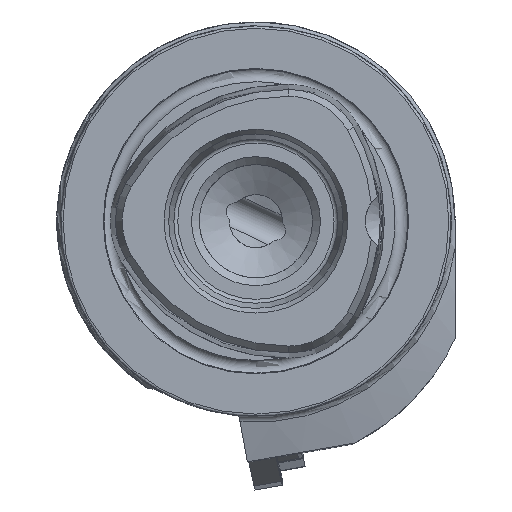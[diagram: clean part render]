
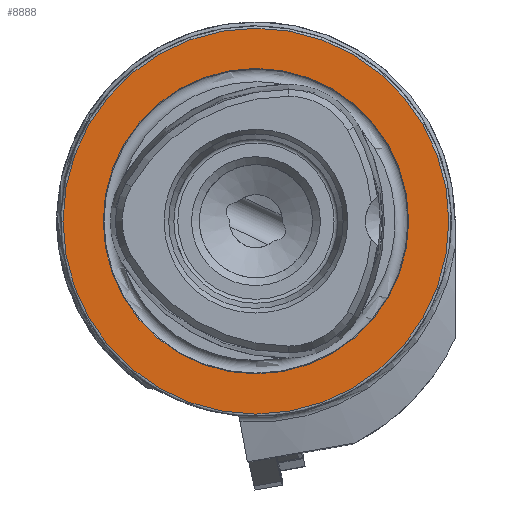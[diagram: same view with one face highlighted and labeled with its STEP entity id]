
A CAD part, left-side view. The second image highlights one B-rep face of the part: STEP entity #8888.
In plain terms, the highlighted planar face has unit normal (-1, 0, 0).
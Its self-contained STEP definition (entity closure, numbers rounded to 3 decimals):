
#243 = VERTEX_POINT ( 'NONE', #9118 ) ;
#860 = PLANE ( 'NONE',  #3063 ) ;
#1088 = CIRCLE ( 'NONE', #3117, 19.55 ) ;
#1635 = FACE_BOUND ( 'NONE', #9227, .T. ) ;
#1893 = CARTESIAN_POINT ( 'NONE',  ( 0., 0., 0. ) ) ;
#1921 = CIRCLE ( 'NONE', #7335, 24.7 ) ;
#2069 = CARTESIAN_POINT ( 'NONE',  ( 0., 0., 0. ) ) ;
#2536 = EDGE_LOOP ( 'NONE', ( #7219 ) ) ;
#3063 = AXIS2_PLACEMENT_3D ( 'NONE', #7751, #6880, #7899 ) ;
#3117 = AXIS2_PLACEMENT_3D ( 'NONE', #1893, #4231, #3502 ) ;
#3502 = DIRECTION ( 'NONE',  ( 0., 0., 1. ) ) ;
#4231 = DIRECTION ( 'NONE',  ( -1., 0., 0. ) ) ;
#4568 = CARTESIAN_POINT ( 'NONE',  ( 0., 0., 19.55 ) ) ;
#4972 = ORIENTED_EDGE ( 'NONE', *, *, #5865, .F. ) ;
#5865 = EDGE_CURVE ( 'NONE', #8449, #8449, #1088, .T. ) ;
#6379 = EDGE_CURVE ( 'NONE', #243, #243, #1921, .T. ) ;
#6880 = DIRECTION ( 'NONE',  ( 1., 0., 0. ) ) ;
#7219 = ORIENTED_EDGE ( 'NONE', *, *, #6379, .T. ) ;
#7335 = AXIS2_PLACEMENT_3D ( 'NONE', #2069, #8152, #8924 ) ;
#7751 = CARTESIAN_POINT ( 'NONE',  ( 0., 19.55, 0. ) ) ;
#7899 = DIRECTION ( 'NONE',  ( 0., 0., -1. ) ) ;
#8152 = DIRECTION ( 'NONE',  ( -1., 0., 0. ) ) ;
#8449 = VERTEX_POINT ( 'NONE', #4568 ) ;
#8888 = ADVANCED_FACE ( 'NONE', ( #1635, #9497 ), #860, .F. ) ;
#8924 = DIRECTION ( 'NONE',  ( 0., 0., 1. ) ) ;
#9118 = CARTESIAN_POINT ( 'NONE',  ( 0., 0., 24.7 ) ) ;
#9227 = EDGE_LOOP ( 'NONE', ( #4972 ) ) ;
#9497 = FACE_OUTER_BOUND ( 'NONE', #2536, .T. ) ;
